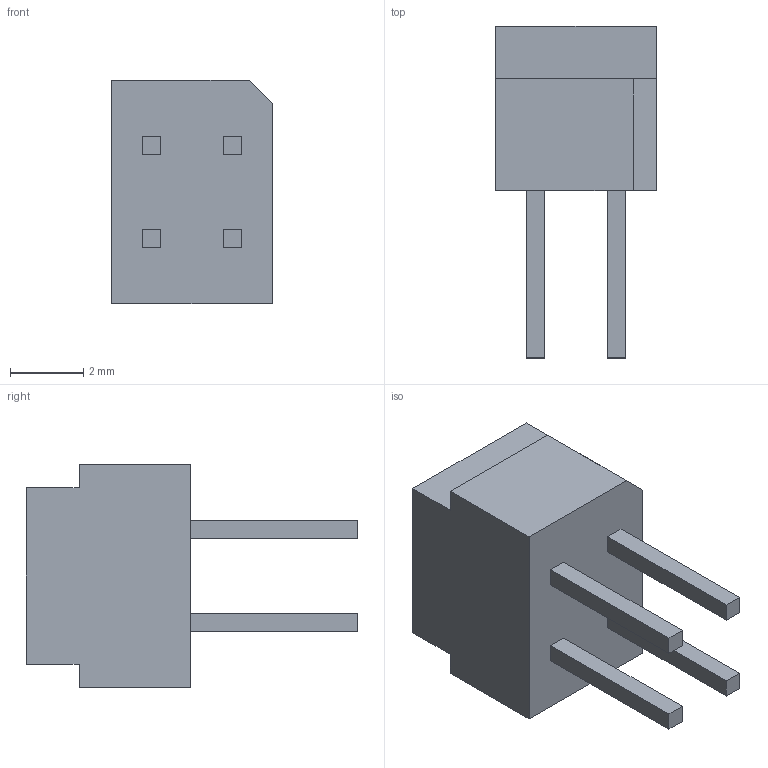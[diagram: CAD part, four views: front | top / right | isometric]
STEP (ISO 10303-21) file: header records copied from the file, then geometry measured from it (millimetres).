
FILE_DESCRIPTION (( 'STEP AP214' ), '1' );
FILE_NAME ('OPB606A.STEP', '2014-05-28T15:49:46', ( 'optek' ), ( '' ), 'SwSTEP 2.0', 'SolidWorks 2013', '' );
FILE_SCHEMA (( 'AUTOMOTIVE_DESIGN' ));
Length unit declared in the file: inch
Products named in the file (1): OPB606A
Bounding box: 4.39 x 9.07 x 6.1 mm (x, y, z)
Volume: 116.4 mm3; surface area: 179.9 mm2
Topology: 1 solids, 1 shells, 49 faces, 122 edges, 81 vertices
Faces by surface type: plane 41, cylinder 8
Entity records: 2121 total; most frequent: CARTESIAN_POINT 253, ORIENTED_EDGE 244, DIRECTION 238, EDGE_CURVE 122, LINE 106, VECTOR 106, VERTEX_POINT 81, AXIS2_PLACEMENT_3D 66
